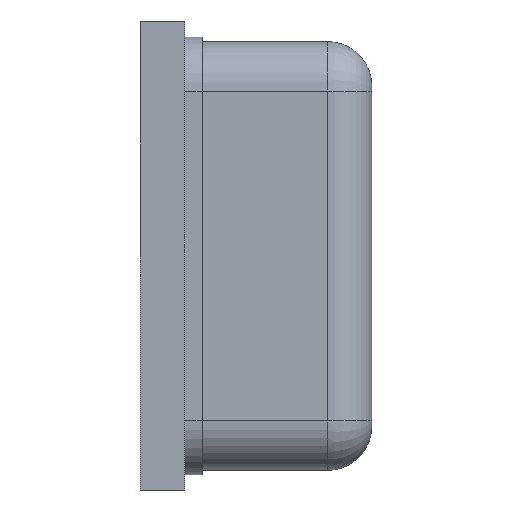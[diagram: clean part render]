
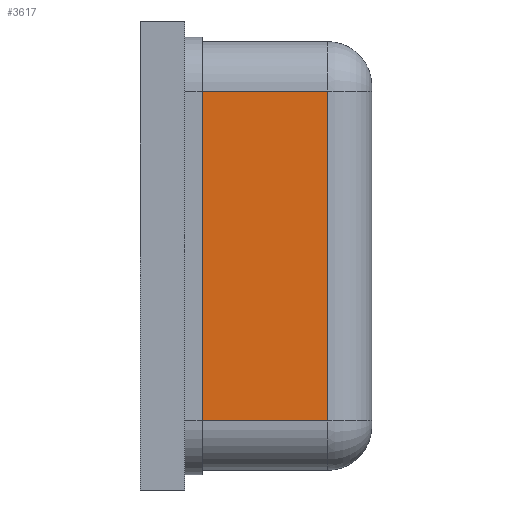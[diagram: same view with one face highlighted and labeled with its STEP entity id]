
A CAD part, front view. The second image highlights one B-rep face of the part: STEP entity #3617.
In plain terms, the highlighted planar face has unit normal (0, -1, 0).
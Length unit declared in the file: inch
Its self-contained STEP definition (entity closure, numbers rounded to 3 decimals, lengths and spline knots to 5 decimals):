
#569 = DIRECTION ( 'NONE',  ( 0., 0., 1. ) ) ;
#1147 = CARTESIAN_POINT ( 'NONE',  ( 0.03189, -0.04913, -0.03677 ) ) ;
#2068 = ORIENTED_EDGE ( 'NONE', *, *, #3616, .F. ) ;
#2183 = ORIENTED_EDGE ( 'NONE', *, *, #6429, .T. ) ;
#2351 = LINE ( 'NONE', #6523, #6104 ) ;
#2420 = VERTEX_POINT ( 'NONE', #1147 ) ;
#2613 = FACE_OUTER_BOUND ( 'NONE', #4047, .T. ) ;
#3075 = EDGE_CURVE ( 'NONE', #2420, #6338, #2351, .T. ) ;
#3353 = CARTESIAN_POINT ( 'NONE',  ( 0.04173, -0.04913, -0.03677 ) ) ;
#3616 = EDGE_CURVE ( 'NONE', #4469, #6111, #6646, .T. ) ;
#3617 = ADVANCED_FACE ( 'NONE', ( #2613 ), #5125, .T. ) ;
#3799 = CARTESIAN_POINT ( 'NONE',  ( 0.04173, -0.04913, -0.0478 ) ) ;
#3859 = LINE ( 'NONE', #3353, #4337 ) ;
#3909 = DIRECTION ( 'NONE',  ( 0., 0., 1. ) ) ;
#3914 = ORIENTED_EDGE ( 'NONE', *, *, #5102, .T. ) ;
#4047 = EDGE_LOOP ( 'NONE', ( #3914, #2068, #2183, #6177 ) ) ;
#4272 = DIRECTION ( 'NONE',  ( 0., 0., -1. ) ) ;
#4337 = VECTOR ( 'NONE', #4856, 39.37008 ) ;
#4407 = CARTESIAN_POINT ( 'NONE',  ( 0.00394, -0.04913, -0.03677 ) ) ;
#4469 = VERTEX_POINT ( 'NONE', #4407 ) ;
#4829 = VECTOR ( 'NONE', #569, 39.37008 ) ;
#4856 = DIRECTION ( 'NONE',  ( 1., 0., 0. ) ) ;
#5102 = EDGE_CURVE ( 'NONE', #6338, #6111, #6647, .T. ) ;
#5125 = PLANE ( 'NONE',  #5365 ) ;
#5257 = DIRECTION ( 'NONE',  ( 0., -1., 0. ) ) ;
#5365 = AXIS2_PLACEMENT_3D ( 'NONE', #3799, #5257, #4272 ) ;
#5426 = CARTESIAN_POINT ( 'NONE',  ( 0.00394, -0.04913, 0.03677 ) ) ;
#5695 = CARTESIAN_POINT ( 'NONE',  ( 0.03189, -0.04913, 0.03677 ) ) ;
#5722 = VECTOR ( 'NONE', #6001, 39.37008 ) ;
#6001 = DIRECTION ( 'NONE',  ( -1., 0., 0. ) ) ;
#6104 = VECTOR ( 'NONE', #3909, 39.37008 ) ;
#6111 = VERTEX_POINT ( 'NONE', #5426 ) ;
#6136 = CARTESIAN_POINT ( 'NONE',  ( 0.00394, -0.04913, 0. ) ) ;
#6177 = ORIENTED_EDGE ( 'NONE', *, *, #3075, .T. ) ;
#6338 = VERTEX_POINT ( 'NONE', #5695 ) ;
#6429 = EDGE_CURVE ( 'NONE', #4469, #2420, #3859, .T. ) ;
#6523 = CARTESIAN_POINT ( 'NONE',  ( 0.03189, -0.04913, -0.0478 ) ) ;
#6620 = CARTESIAN_POINT ( 'NONE',  ( 0.04173, -0.04913, 0.03677 ) ) ;
#6646 = LINE ( 'NONE', #6136, #4829 ) ;
#6647 = LINE ( 'NONE', #6620, #5722 ) ;
